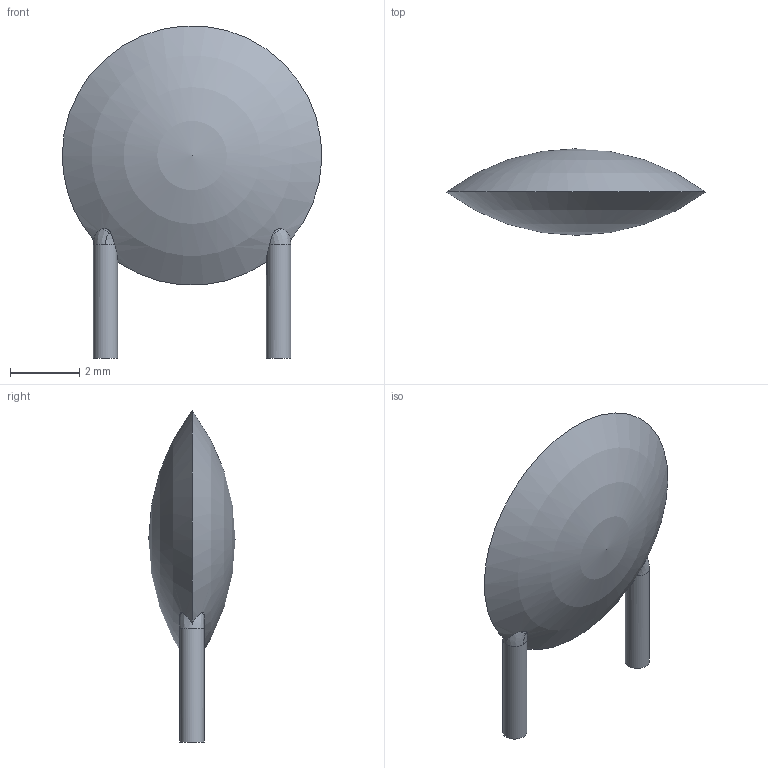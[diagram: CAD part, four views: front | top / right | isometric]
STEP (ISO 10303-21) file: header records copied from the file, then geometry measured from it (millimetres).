
FILE_DESCRIPTION(/* description */ ('model of C_Disc_D7.5mm_W2.5mm_P5.00mm'),/* implementation_level */ '2;1');
FILE_NAME(/* name */ 'C_Disc_D7.5mm_W2.5mm_P5.00mm.step',/* time_stamp */ '2017-07-29T11:29:25',/* author */ ('kicad StepUp','ksu'),/* organization */ ('FreeCAD'),/* preprocessor_version */ 'OCC',/* originating_system */ 'kicad StepUp',/* authorisation */ '');
FILE_SCHEMA(('AUTOMOTIVE_DESIGN_CC2 { 1 2 10303 214 -1 1 5 4 }'));
Length unit declared in the file: millimetre
Products named in the file (2): ASSEMBLY; C_Disc_D75mm_W25mm_P500mm
Assembly tree (1 placements, depth 2):
  ASSEMBLY
    C_Disc_D75mm_W25mm_P500mm
Bounding box: 7.5 x 2.5 x 9.59 mm (x, y, z)
Volume: 59.8 mm3; surface area: 112.5 mm2
Topology: 1 solids, 1 shells, 14 faces, 41 edges, 27 vertices
Faces by surface type: cylinder 6, revolution 4, plane 2, sphere 2
Full cylindrical faces by diameter (mm): 0.7 x2
Entity records: 1403 total; most frequent: CARTESIAN_POINT 914, ORIENTED_EDGE 78, DIRECTION 76, EDGE_CURVE 39, AXIS2_PLACEMENT_3D 35, VERTEX_POINT 27, CIRCLE 23, B_SPLINE_CURVE_WITH_KNOTS 18
